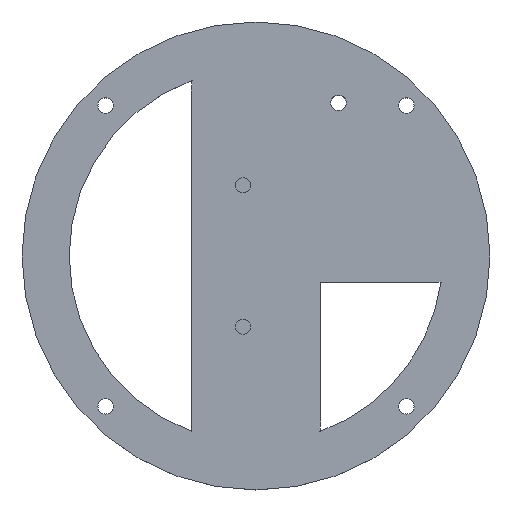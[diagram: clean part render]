
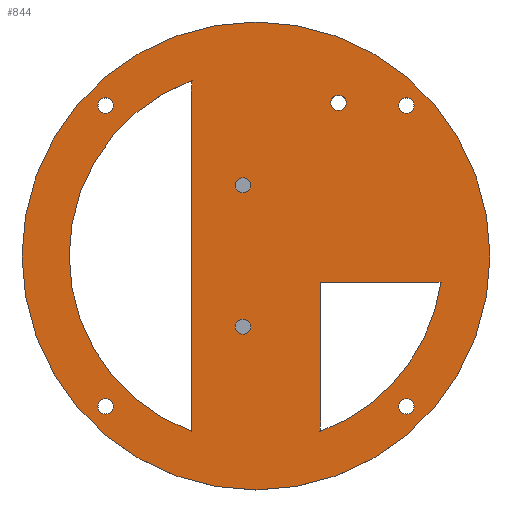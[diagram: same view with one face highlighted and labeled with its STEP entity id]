
A CAD part, top view. The second image highlights one B-rep face of the part: STEP entity #844.
In plain terms, the highlighted planar face has unit normal (0, 0, 1).
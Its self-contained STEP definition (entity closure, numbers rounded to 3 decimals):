
#26=FACE_BOUND('',#173,.T.);
#27=FACE_BOUND('',#174,.T.);
#28=FACE_BOUND('',#175,.T.);
#29=FACE_BOUND('',#176,.T.);
#30=FACE_BOUND('',#177,.T.);
#31=FACE_BOUND('',#178,.T.);
#32=FACE_BOUND('',#179,.T.);
#33=FACE_BOUND('',#180,.T.);
#34=FACE_BOUND('',#181,.T.);
#35=CIRCLE('',#865,0.65);
#37=CIRCLE('',#869,0.65);
#39=CIRCLE('',#873,0.65);
#52=CIRCLE('',#908,0.65);
#53=CIRCLE('',#910,0.65);
#54=CIRCLE('',#912,0.65);
#55=CIRCLE('',#914,0.65);
#56=CIRCLE('',#916,15.86);
#57=CIRCLE('',#919,5.5);
#58=CIRCLE('',#921,5.5);
#59=CIRCLE('',#923,15.86);
#60=CIRCLE('',#927,19.86);
#117=FACE_OUTER_BOUND('',#172,.T.);
#172=EDGE_LOOP('',(#755));
#173=EDGE_LOOP('',(#756));
#174=EDGE_LOOP('',(#757));
#175=EDGE_LOOP('',(#758));
#176=EDGE_LOOP('',(#759));
#177=EDGE_LOOP('',(#760));
#178=EDGE_LOOP('',(#761));
#179=EDGE_LOOP('',(#762));
#180=EDGE_LOOP('',(#763,#764,#765));
#181=EDGE_LOOP('',(#766,#767,#768,#769));
#260=LINE('',#1366,#347);
#265=LINE('',#1382,#352);
#267=LINE('',#1385,#354);
#347=VECTOR('',#1127,10.);
#352=VECTOR('',#1146,10.);
#354=VECTOR('',#1150,10.);
#371=VERTEX_POINT('',#1199);
#373=VERTEX_POINT('',#1206);
#375=VERTEX_POINT('',#1213);
#419=VERTEX_POINT('',#1343);
#420=VERTEX_POINT('',#1347);
#421=VERTEX_POINT('',#1351);
#422=VERTEX_POINT('',#1355);
#423=VERTEX_POINT('',#1359);
#424=VERTEX_POINT('',#1361);
#425=VERTEX_POINT('',#1365);
#426=VERTEX_POINT('',#1371);
#427=VERTEX_POINT('',#1373);
#428=VERTEX_POINT('',#1377);
#429=VERTEX_POINT('',#1381);
#430=VERTEX_POINT('',#1387);
#450=EDGE_CURVE('',#371,#371,#35,.T.);
#453=EDGE_CURVE('',#373,#373,#37,.T.);
#456=EDGE_CURVE('',#375,#375,#39,.T.);
#520=EDGE_CURVE('',#419,#419,#52,.T.);
#522=EDGE_CURVE('',#420,#420,#53,.T.);
#524=EDGE_CURVE('',#421,#421,#54,.T.);
#526=EDGE_CURVE('',#422,#422,#55,.T.);
#529=EDGE_CURVE('',#424,#423,#56,.T.);
#531=EDGE_CURVE('',#425,#424,#260,.T.);
#533=EDGE_CURVE('',#423,#425,#57,.T.);
#535=EDGE_CURVE('',#427,#426,#58,.T.);
#537=EDGE_CURVE('',#428,#427,#59,.T.);
#539=EDGE_CURVE('',#429,#428,#265,.T.);
#541=EDGE_CURVE('',#426,#429,#267,.T.);
#542=EDGE_CURVE('',#430,#430,#60,.T.);
#755=ORIENTED_EDGE('',*,*,#542,.T.);
#756=ORIENTED_EDGE('',*,*,#450,.T.);
#757=ORIENTED_EDGE('',*,*,#453,.T.);
#758=ORIENTED_EDGE('',*,*,#456,.T.);
#759=ORIENTED_EDGE('',*,*,#520,.T.);
#760=ORIENTED_EDGE('',*,*,#522,.T.);
#761=ORIENTED_EDGE('',*,*,#524,.T.);
#762=ORIENTED_EDGE('',*,*,#526,.T.);
#763=ORIENTED_EDGE('',*,*,#531,.T.);
#764=ORIENTED_EDGE('',*,*,#529,.T.);
#765=ORIENTED_EDGE('',*,*,#533,.T.);
#766=ORIENTED_EDGE('',*,*,#539,.T.);
#767=ORIENTED_EDGE('',*,*,#537,.T.);
#768=ORIENTED_EDGE('',*,*,#535,.T.);
#769=ORIENTED_EDGE('',*,*,#541,.T.);
#800=PLANE('',#928);
#844=ADVANCED_FACE('',(#117,#26,#27,#28,#29,#30,#31,#32,#33,#34),#800,.T.);
#865=AXIS2_PLACEMENT_3D('',#1200,#962,#963);
#869=AXIS2_PLACEMENT_3D('',#1207,#971,#972);
#873=AXIS2_PLACEMENT_3D('',#1214,#980,#981);
#908=AXIS2_PLACEMENT_3D('',#1344,#1101,#1102);
#910=AXIS2_PLACEMENT_3D('',#1348,#1106,#1107);
#912=AXIS2_PLACEMENT_3D('',#1352,#1111,#1112);
#914=AXIS2_PLACEMENT_3D('',#1356,#1116,#1117);
#916=AXIS2_PLACEMENT_3D('',#1362,#1122,#1123);
#919=AXIS2_PLACEMENT_3D('',#1369,#1131,#1132);
#921=AXIS2_PLACEMENT_3D('',#1374,#1136,#1137);
#923=AXIS2_PLACEMENT_3D('',#1378,#1141,#1142);
#927=AXIS2_PLACEMENT_3D('',#1388,#1153,#1154);
#928=AXIS2_PLACEMENT_3D('',#1390,#1156,#1157);
#962=DIRECTION('center_axis',(0.,0.,-1.));
#963=DIRECTION('ref_axis',(1.,0.,0.));
#971=DIRECTION('center_axis',(0.,0.,-1.));
#972=DIRECTION('ref_axis',(1.,0.,0.));
#980=DIRECTION('center_axis',(0.,0.,-1.));
#981=DIRECTION('ref_axis',(1.,0.,0.));
#1101=DIRECTION('center_axis',(0.,0.,-1.));
#1102=DIRECTION('ref_axis',(1.,0.,0.));
#1106=DIRECTION('center_axis',(0.,0.,-1.));
#1107=DIRECTION('ref_axis',(1.,0.,0.));
#1111=DIRECTION('center_axis',(0.,0.,-1.));
#1112=DIRECTION('ref_axis',(1.,0.,0.));
#1116=DIRECTION('center_axis',(0.,0.,-1.));
#1117=DIRECTION('ref_axis',(1.,0.,0.));
#1122=DIRECTION('center_axis',(0.,0.,-1.));
#1123=DIRECTION('ref_axis',(-1.,0.,0.));
#1127=DIRECTION('',(0.,-1.,0.));
#1131=DIRECTION('center_axis',(0.,0.,1.));
#1132=DIRECTION('ref_axis',(-1.,0.,0.));
#1136=DIRECTION('center_axis',(0.,0.,1.));
#1137=DIRECTION('ref_axis',(-1.,0.,0.));
#1141=DIRECTION('center_axis',(0.,0.,-1.));
#1142=DIRECTION('ref_axis',(-1.,0.,0.));
#1146=DIRECTION('',(1.,0.,0.));
#1150=DIRECTION('',(0.,1.,0.));
#1153=DIRECTION('center_axis',(0.,0.,1.));
#1154=DIRECTION('ref_axis',(1.,0.,0.));
#1156=DIRECTION('center_axis',(0.,0.,1.));
#1157=DIRECTION('ref_axis',(1.,0.,0.));
#1199=CARTESIAN_POINT('',(-1.75,-6.,1.5));
#1200=CARTESIAN_POINT('Origin',(-1.1,-6.,1.5));
#1206=CARTESIAN_POINT('',(-1.75,6.,1.5));
#1207=CARTESIAN_POINT('Origin',(-1.1,6.,1.5));
#1213=CARTESIAN_POINT('',(6.35,13.,1.5));
#1214=CARTESIAN_POINT('Origin',(7.,13.,1.5));
#1343=CARTESIAN_POINT('',(-13.42,-12.77,1.5));
#1344=CARTESIAN_POINT('Origin',(-12.77,-12.77,1.5));
#1347=CARTESIAN_POINT('',(-13.42,12.77,1.5));
#1348=CARTESIAN_POINT('Origin',(-12.77,12.77,1.5));
#1351=CARTESIAN_POINT('',(12.12,12.77,1.5));
#1352=CARTESIAN_POINT('Origin',(12.77,12.77,1.5));
#1355=CARTESIAN_POINT('',(12.12,-12.77,1.5));
#1356=CARTESIAN_POINT('Origin',(12.77,-12.77,1.5));
#1359=CARTESIAN_POINT('',(-5.425,14.903,1.5));
#1361=CARTESIAN_POINT('',(-5.5,-14.876,1.5));
#1362=CARTESIAN_POINT('Origin',(0.,0.,1.5));
#1365=CARTESIAN_POINT('',(-5.5,14.,1.5));
#1366=CARTESIAN_POINT('',(-5.5,7.,1.5));
#1369=CARTESIAN_POINT('Origin',(0.,14.,1.5));
#1371=CARTESIAN_POINT('',(5.5,-14.,1.5));
#1373=CARTESIAN_POINT('',(5.425,-14.903,1.5));
#1374=CARTESIAN_POINT('Origin',(0.,-14.,1.5));
#1377=CARTESIAN_POINT('',(15.703,-2.229,1.5));
#1378=CARTESIAN_POINT('Origin',(0.,0.,1.5));
#1381=CARTESIAN_POINT('',(5.5,-2.229,1.5));
#1382=CARTESIAN_POINT('',(2.75,-2.229,1.5));
#1385=CARTESIAN_POINT('',(5.5,-7.,1.5));
#1387=CARTESIAN_POINT('',(-19.86,0.,1.5));
#1388=CARTESIAN_POINT('Origin',(0.,0.,1.5));
#1390=CARTESIAN_POINT('Origin',(0.,0.,1.5));
